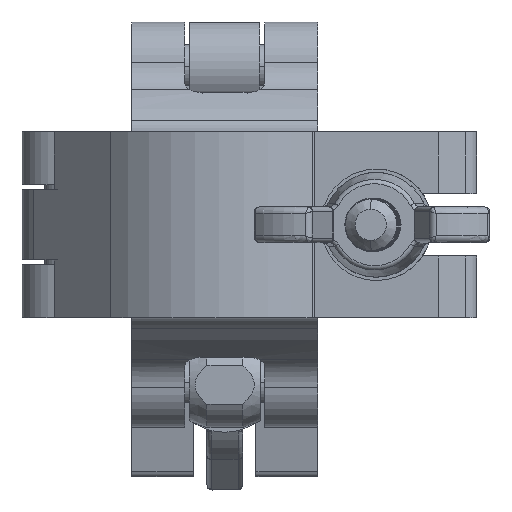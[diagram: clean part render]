
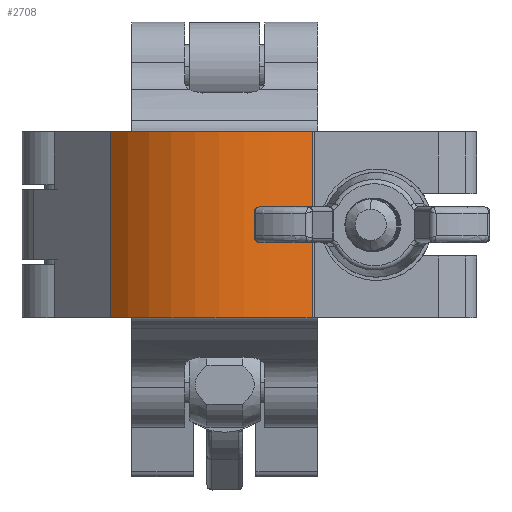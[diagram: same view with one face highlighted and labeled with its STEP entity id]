
A CAD part, front view. The second image highlights one B-rep face of the part: STEP entity #2708.
In plain terms, the highlighted cylindrical face has radius 17.3 mm (diameter 34.6 mm), a partial arc.
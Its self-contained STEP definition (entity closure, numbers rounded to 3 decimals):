
#287 = AXIS2_PLACEMENT_3D ( 'NONE', #18799, #14190, #5239 ) ;
#457 = CARTESIAN_POINT ( 'NONE',  ( 10.45, 14.295, -28.224 ) ) ;
#1728 = LINE ( 'NONE', #6394, #12003 ) ;
#2708 = ADVANCED_FACE ( 'NONE', ( #10995 ), #15510, .T. ) ;
#2792 = EDGE_CURVE ( 'NONE', #10566, #6772, #17175, .T. ) ;
#2995 = ORIENTED_EDGE ( 'NONE', *, *, #13924, .T. ) ;
#3036 = CARTESIAN_POINT ( 'NONE',  ( 10.45, 12.662, -5.497 ) ) ;
#3156 = AXIS2_PLACEMENT_3D ( 'NONE', #4099, #8652, #14971 ) ;
#4099 = CARTESIAN_POINT ( 'NONE',  ( -10.45, 0.493, -17.793 ) ) ;
#4109 = AXIS2_PLACEMENT_3D ( 'NONE', #9796, #18736, #12851 ) ;
#4594 = DIRECTION ( 'NONE',  ( -1., 0., 0. ) ) ;
#5239 = DIRECTION ( 'NONE',  ( 0., 0., 1. ) ) ;
#5541 = VECTOR ( 'NONE', #4594, 1000. ) ;
#5742 = VERTEX_POINT ( 'NONE', #17190 ) ;
#5881 = EDGE_CURVE ( 'NONE', #5742, #13365, #15086, .T. ) ;
#6394 = CARTESIAN_POINT ( 'NONE',  ( 10.45, 12.662, -5.497 ) ) ;
#6772 = VERTEX_POINT ( 'NONE', #3036 ) ;
#8152 = ORIENTED_EDGE ( 'NONE', *, *, #13951, .F. ) ;
#8361 = CARTESIAN_POINT ( 'NONE',  ( -10.45, 12.662, -5.497 ) ) ;
#8652 = DIRECTION ( 'NONE',  ( 1., 0., 0. ) ) ;
#9796 = CARTESIAN_POINT ( 'NONE',  ( 10.45, 0.493, -17.793 ) ) ;
#10166 = ORIENTED_EDGE ( 'NONE', *, *, #5881, .T. ) ;
#10566 = VERTEX_POINT ( 'NONE', #457 ) ;
#10742 = CARTESIAN_POINT ( 'NONE',  ( 10.45, 14.295, -28.224 ) ) ;
#10995 = FACE_OUTER_BOUND ( 'NONE', #16136, .T. ) ;
#12003 = VECTOR ( 'NONE', #12340, 1000. ) ;
#12340 = DIRECTION ( 'NONE',  ( -1., 0., 0. ) ) ;
#12851 = DIRECTION ( 'NONE',  ( 0., 0., -1. ) ) ;
#13365 = VERTEX_POINT ( 'NONE', #8361 ) ;
#13924 = EDGE_CURVE ( 'NONE', #10566, #5742, #19669, .T. ) ;
#13951 = EDGE_CURVE ( 'NONE', #6772, #13365, #1728, .T. ) ;
#14190 = DIRECTION ( 'NONE',  ( -1., 0., 0. ) ) ;
#14971 = DIRECTION ( 'NONE',  ( 0., 0., -1. ) ) ;
#15086 = CIRCLE ( 'NONE', #3156, 17.3 ) ;
#15510 = CYLINDRICAL_SURFACE ( 'NONE', #287, 17.3 ) ;
#16136 = EDGE_LOOP ( 'NONE', ( #10166, #8152, #18704, #2995 ) ) ;
#17175 = CIRCLE ( 'NONE', #4109, 17.3 ) ;
#17190 = CARTESIAN_POINT ( 'NONE',  ( -10.45, 14.295, -28.224 ) ) ;
#18704 = ORIENTED_EDGE ( 'NONE', *, *, #2792, .F. ) ;
#18736 = DIRECTION ( 'NONE',  ( 1., 0., 0. ) ) ;
#18799 = CARTESIAN_POINT ( 'NONE',  ( 10.45, 0.493, -17.793 ) ) ;
#19669 = LINE ( 'NONE', #10742, #5541 ) ;
